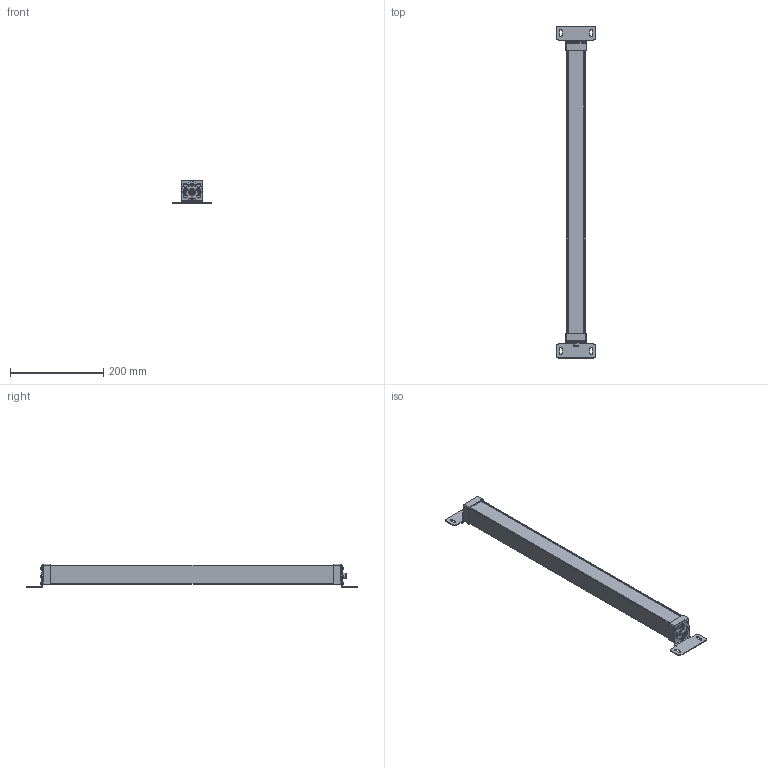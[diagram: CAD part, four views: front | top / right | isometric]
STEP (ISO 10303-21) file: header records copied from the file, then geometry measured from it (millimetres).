
FILE_DESCRIPTION(/* description */ ('Unknown'),/* implementation_level */ '2;1');
FILE_NAME(/* name */ 'вбо-ЭК-600',/* time_stamp */ '2022-01-12T11:46:55+05:00',/* author */ ('Unknown'),/* organization */ ('Unknown'),/* preprocessor_version */ 'ST-DEVELOPER v16.7',/* originating_system */ 'Solid Edge',/* authorisation */ 'Unknown');
FILE_SCHEMA (('AUTOMOTIVE_DESIGN {1 0 10303 214 3 1 1}'));
Length unit declared in the file: millimetre
Products named in the file (18): âáî-ÝÊ20-700 êàðêàñ; Screw_GOST_1491_80_B_M2x6_v10.50; Screw_GOST_1491_80_B_M3.5x25_v10.50; 12.070.111 (Êðûøêà); Êðûøêà ïåðåäíÿÿ; Êîëüöî 006-008-14-2-2 (äëÿ ÷åðòåæà); Òðóáêà òåðìîóñàäî÷íàÿ  1,6 äëèíà 10; Ïðîêëàäêà; 10.010.100; Êîðïóñ âèëêè äëÿ 10.010.100; Ý0.001 (äëÿ ñáîðêè); À3.005 Ïåðåõîäíèê; À1.071-05 Êîðïóñ (600); Î3.013-05 Ýêðàí (600); ﾊ煇鳫; Êðûøêà çàäíÿÿ +; Screw_GOST_17473_80_1B_M4x10_v10.50; 椯鴀殣罻
Assembly tree (34 placements, depth 4):
  âáî-ÝÊ20-700 êàðêàñ
    Screw_GOST_1491_80_B_M2x6_v10.50  x2
    Screw_GOST_1491_80_B_M3.5x25_v10.50  x2
    12.070.111 (Êðûøêà)
      Êðûøêà ïåðåäíÿÿ
      Êîëüöî 006-008-14-2-2 (äëÿ ÷åðòåæà)
      Òðóáêà òåðìîóñàäî÷íàÿ  1,6 äëèíà 10  x4
      Ïðîêëàäêà
      10.010.100
        Êîðïóñ âèëêè äëÿ 10.010.100
        Ý0.001 (äëÿ ñáîðêè)  x4
      À3.005 Ïåðåõîäíèê
    À1.071-05 Êîðïóñ (600)
    Î3.013-05 Ýêðàí (600)
    ﾊ煇鳫  x2
    Êðûøêà çàäíÿÿ +
    Ïðîêëàäêà
    Screw_GOST_17473_80_1B_M4x10_v10.50  x8
    椯鴀殣罻
Bounding box: 85 x 711 x 50.5 mm (x, y, z)
Volume: 463865 mm3; surface area: 290125 mm2
Topology: 32 solids, 32 shells, 874 faces, 2072 edges, 1362 vertices
Faces by surface type: plane 452, cylinder 325, cone 49, torus 29, bspline 10, sphere 9
Full cylindrical faces by diameter (mm): 1 x24, 1.2 x4, 1.385 x2, 1.4 x17, 1.416 x1, 1.6 x4, 1.8 x4, 2 x4, 2.95 x2, 3 x8, 3.5 x4, 3.8 x4, 4 x16, 4.1 x8, 4.5 x8, 6 x2, 7 x8, 7.5 x3, 8.2 x1, 8.3 x1, 8.6 x8, 9.5 x2, 9.55 x1, 10.5 x1, 10.6 x3, 10.917 x1, 12 x2, 14 x1, 16 x2
Entity records: 19045 total; most frequent: CARTESIAN_POINT 3871, DIRECTION 3068, ORIENTED_EDGE 2668, EDGE_CURVE 1334, AXIS2_PLACEMENT_3D 1135, VERTEX_POINT 953, FACE_BOUND 861, EDGE_LOOP 859
